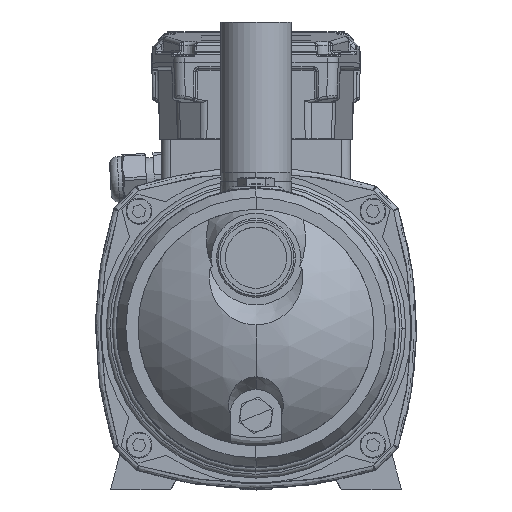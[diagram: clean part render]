
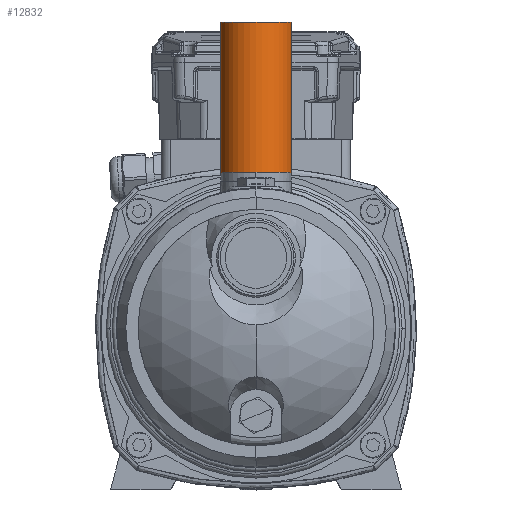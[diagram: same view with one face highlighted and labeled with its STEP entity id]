
A CAD part, top view. The second image highlights one B-rep face of the part: STEP entity #12832.
In plain terms, the highlighted cylindrical face has radius 17.9 mm (diameter 35.8 mm), a partial arc.
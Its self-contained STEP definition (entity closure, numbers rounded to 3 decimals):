
#712 = CARTESIAN_POINT ( 'NONE',  ( -17.9, 78., -62.8 ) ) ;
#2993 = CIRCLE ( 'NONE', #25722, 17.9 ) ;
#8412 = LINE ( 'NONE', #712, #45117 ) ;
#12424 = ORIENTED_EDGE ( 'NONE', *, *, #59656, .F. ) ;
#12832 = ADVANCED_FACE ( 'NONE', ( #90818 ), #49937, .T. ) ;
#17123 = ORIENTED_EDGE ( 'NONE', *, *, #43317, .T. ) ;
#18667 = ORIENTED_EDGE ( 'NONE', *, *, #80950, .F. ) ;
#18925 = CARTESIAN_POINT ( 'NONE',  ( 17.9, 78., -62.8 ) ) ;
#22856 = CARTESIAN_POINT ( 'NONE',  ( 17.9, 153.5, -62.8 ) ) ;
#25722 = AXIS2_PLACEMENT_3D ( 'NONE', #28079, #27018, #45550 ) ;
#27018 = DIRECTION ( 'NONE',  ( 0., -1., 0. ) ) ;
#27408 = CARTESIAN_POINT ( 'NONE',  ( 0., 153.5, -62.8 ) ) ;
#28079 = CARTESIAN_POINT ( 'NONE',  ( 0., 78., -62.8 ) ) ;
#33167 = AXIS2_PLACEMENT_3D ( 'NONE', #49388, #83200, #41225 ) ;
#38160 = DIRECTION ( 'NONE',  ( 0., 0., 1. ) ) ;
#41225 = DIRECTION ( 'NONE',  ( -1., 0., 0. ) ) ;
#43288 = DIRECTION ( 'NONE',  ( 0., 1., 0. ) ) ;
#43317 = EDGE_CURVE ( 'NONE', #78490, #90084, #8412, .T. ) ;
#45117 = VECTOR ( 'NONE', #84229, 1000. ) ;
#45550 = DIRECTION ( 'NONE',  ( 0., 0., 1. ) ) ;
#45771 = DIRECTION ( 'NONE',  ( 0., -1., 0. ) ) ;
#48875 = VECTOR ( 'NONE', #83900, 1000. ) ;
#49388 = CARTESIAN_POINT ( 'NONE',  ( 0., 78., -62.8 ) ) ;
#49937 = CYLINDRICAL_SURFACE ( 'NONE', #33167, 17.9 ) ;
#50632 = LINE ( 'NONE', #18925, #48875 ) ;
#51308 = VERTEX_POINT ( 'NONE', #59141 ) ;
#55587 = CARTESIAN_POINT ( 'NONE',  ( -17.9, 153.5, -62.8 ) ) ;
#57668 = EDGE_CURVE ( 'NONE', #102454, #51308, #68032, .T. ) ;
#59141 = CARTESIAN_POINT ( 'NONE',  ( 17.9, 78., -62.8 ) ) ;
#59656 = EDGE_CURVE ( 'NONE', #95983, #90084, #94147, .T. ) ;
#68032 = CIRCLE ( 'NONE', #76759, 17.9 ) ;
#70860 = CARTESIAN_POINT ( 'NONE',  ( 0., 78., -62.8 ) ) ;
#74235 = EDGE_CURVE ( 'NONE', #78490, #102454, #2993, .T. ) ;
#76759 = AXIS2_PLACEMENT_3D ( 'NONE', #70860, #45771, #38160 ) ;
#77163 = ORIENTED_EDGE ( 'NONE', *, *, #57668, .F. ) ;
#78490 = VERTEX_POINT ( 'NONE', #79940 ) ;
#79235 = ORIENTED_EDGE ( 'NONE', *, *, #74235, .F. ) ;
#79940 = CARTESIAN_POINT ( 'NONE',  ( -17.9, 78., -62.8 ) ) ;
#80261 = AXIS2_PLACEMENT_3D ( 'NONE', #27408, #43288, #102652 ) ;
#80950 = EDGE_CURVE ( 'NONE', #51308, #95983, #50632, .T. ) ;
#83200 = DIRECTION ( 'NONE',  ( 0., 1., 0. ) ) ;
#83900 = DIRECTION ( 'NONE',  ( 0., 1., 0. ) ) ;
#84229 = DIRECTION ( 'NONE',  ( 0., 1., 0. ) ) ;
#90084 = VERTEX_POINT ( 'NONE', #55587 ) ;
#90818 = FACE_OUTER_BOUND ( 'NONE', #104054, .T. ) ;
#94147 = CIRCLE ( 'NONE', #80261, 17.9 ) ;
#95983 = VERTEX_POINT ( 'NONE', #22856 ) ;
#102454 = VERTEX_POINT ( 'NONE', #103067 ) ;
#102652 = DIRECTION ( 'NONE',  ( 0., 0., 1. ) ) ;
#103067 = CARTESIAN_POINT ( 'NONE',  ( 0., 78., -80.7 ) ) ;
#104054 = EDGE_LOOP ( 'NONE', ( #18667, #77163, #79235, #17123, #12424 ) ) ;
